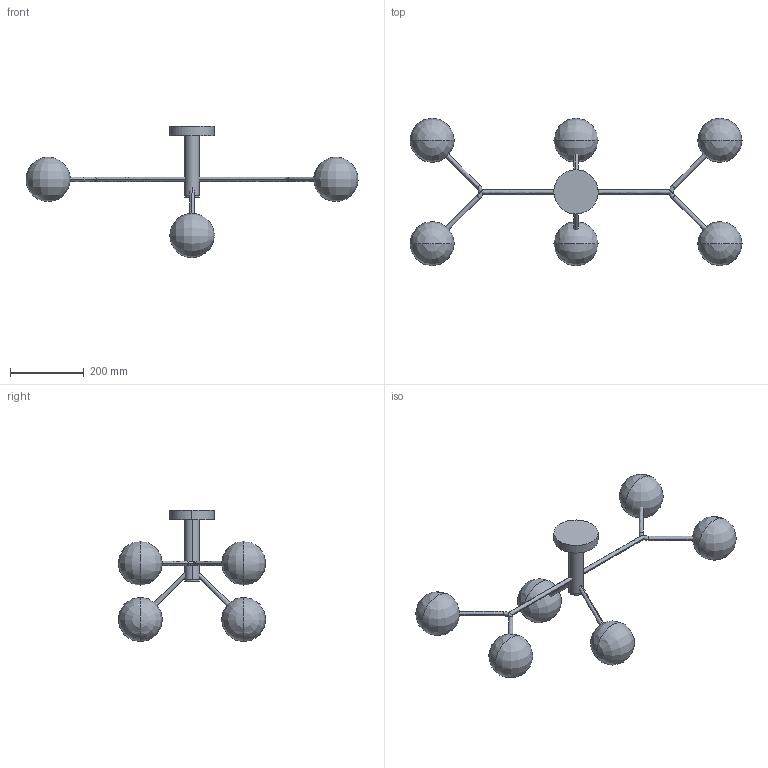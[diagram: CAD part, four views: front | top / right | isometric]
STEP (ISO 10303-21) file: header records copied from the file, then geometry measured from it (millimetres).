
FILE_DESCRIPTION(/* description */ (''),/* implementation_level */ '2;1');
FILE_NAME(/* name */ '174416~2',/* time_stamp */ '2020-11-06T18:44:36+01:00',/* author */ (''),/* organization */ (''),/* preprocessor_version */ 'ST-DEVELOPER v16.5',/* originating_system */ '',/* authorisation */ '');
FILE_SCHEMA (('AUTOMOTIVE_DESIGN'));
Length unit declared in the file: millimetre
Products named in the file (1): Document
Bounding box: 899.8 x 400 x 355.77 mm (x, y, z)
Volume: 8153162.1 mm3; surface area: 546431 mm2
Topology: 17 solids, 19 shells, 61 faces, 160 edges, 90 vertices
Faces by surface type: bspline 50, plane 11
Entity records: 3020 total; most frequent: CARTESIAN_POINT 2126, ORIENTED_EDGE 180, EDGE_CURVE 96, VERTEX_POINT 70, ADVANCED_FACE 61, FACE_OUTER_BOUND 61, EDGE_LOOP 61, COLOUR_RGB 35
